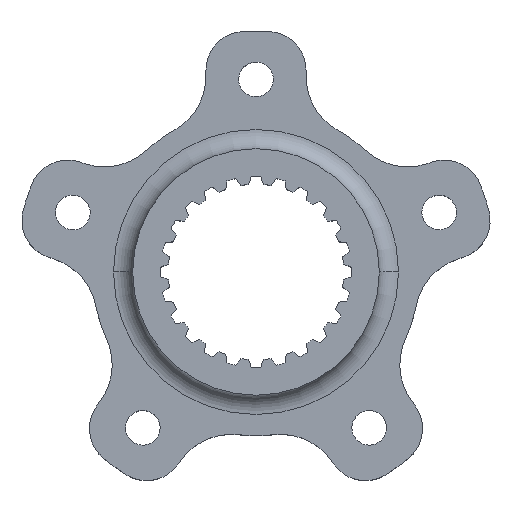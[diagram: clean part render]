
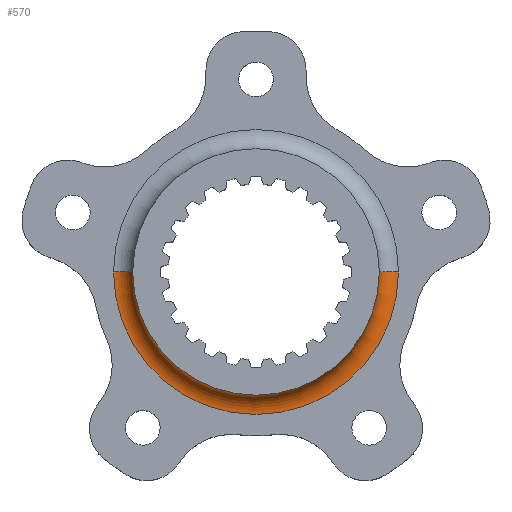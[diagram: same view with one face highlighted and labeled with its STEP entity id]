
A CAD part, top view. The second image highlights one B-rep face of the part: STEP entity #570.
In plain terms, the highlighted toroidal (fillet/blend) face has major radius 37 mm and minor radius 5 mm.
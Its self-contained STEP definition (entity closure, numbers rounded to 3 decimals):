
#518=CARTESIAN_POINT('Vertex',(-32.,0.,27.)) ;
#520=CARTESIAN_POINT('Vertex',(32.,0.,27.)) ;
#523=CARTESIAN_POINT('Axis2P3D Location',(37.,0.,27.)) ;
#527=CARTESIAN_POINT('Vertex',(37.,0.,22.)) ;
#534=CARTESIAN_POINT('Vertex',(-37.,0.,22.)) ;
#537=CARTESIAN_POINT('Axis2P3D Location',(-37.,0.,27.)) ;
#549=CARTESIAN_POINT('Axis2P3D Location',(0.,0.,27.)) ;
#554=CARTESIAN_POINT('Axis2P3D Location',(0.,0.,27.)) ;
#559=CARTESIAN_POINT('Axis2P3D Location',(0.,0.,22.)) ;
#524=DIRECTION('Axis2P3D Direction',(0.,-1.,0.)) ;
#538=DIRECTION('Axis2P3D Direction',(0.,1.,-0.)) ;
#550=DIRECTION('Axis2P3D Direction',(0.,-0.,1.)) ;
#551=DIRECTION('Axis2P3D XDirection',(-1.,0.,0.)) ;
#555=DIRECTION('Axis2P3D Direction',(0.,-0.,1.)) ;
#560=DIRECTION('Axis2P3D Direction',(0.,-0.,1.)) ;
#525=AXIS2_PLACEMENT_3D('Circle Axis2P3D',#523,#524,$) ;
#539=AXIS2_PLACEMENT_3D('Circle Axis2P3D',#537,#538,$) ;
#552=AXIS2_PLACEMENT_3D('Torus Axis2P3D',#549,#550,#551) ;
#556=AXIS2_PLACEMENT_3D('Circle Axis2P3D',#554,#555,$) ;
#561=AXIS2_PLACEMENT_3D('Circle Axis2P3D',#559,#560,$) ;
#565=ORIENTED_EDGE('',*,*,#558,.T.) ;
#566=ORIENTED_EDGE('',*,*,#541,.T.) ;
#567=ORIENTED_EDGE('',*,*,#563,.F.) ;
#568=ORIENTED_EDGE('',*,*,#529,.F.) ;
#570=ADVANCED_FACE('Corps principal',(#569),#553,.F.) ;
#526=CIRCLE('generated circle',#525,5.) ;
#540=CIRCLE('generated circle',#539,5.) ;
#557=CIRCLE('generated circle',#556,32.) ;
#562=CIRCLE('generated circle',#561,37.) ;
#553=TOROIDAL_SURFACE('homeo Torus',#552,37.,5.) ;
#529=EDGE_CURVE('',#521,#528,#526,.T.) ;
#541=EDGE_CURVE('',#519,#535,#540,.T.) ;
#558=EDGE_CURVE('',#521,#519,#557,.F.) ;
#563=EDGE_CURVE('',#528,#535,#562,.F.) ;
#564=EDGE_LOOP('',(#565,#566,#567,#568)) ;
#569=FACE_OUTER_BOUND('',#564,.T.) ;
#519=VERTEX_POINT('',#518) ;
#521=VERTEX_POINT('',#520) ;
#528=VERTEX_POINT('',#527) ;
#535=VERTEX_POINT('',#534) ;
